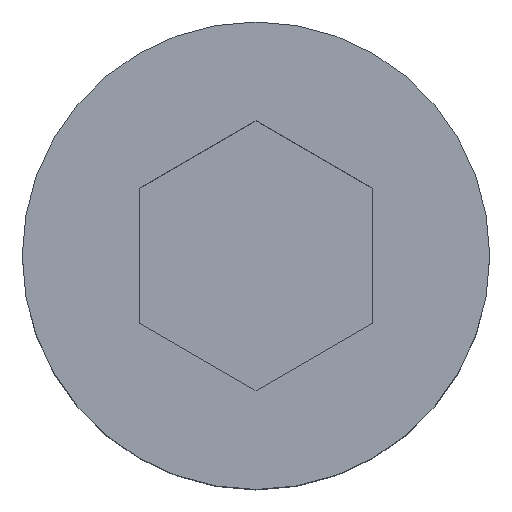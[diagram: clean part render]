
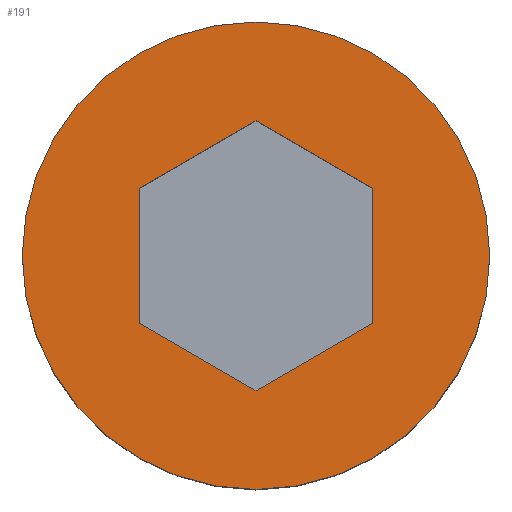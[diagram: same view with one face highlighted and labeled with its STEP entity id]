
A CAD part, top view. The second image highlights one B-rep face of the part: STEP entity #191.
In plain terms, the highlighted planar face has unit normal (0, 0, 1).
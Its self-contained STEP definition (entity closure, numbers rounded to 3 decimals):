
#16=FACE_BOUND('',#77,.T.);
#19=LINE('',#304,#39);
#20=LINE('',#306,#40);
#21=LINE('',#308,#41);
#22=LINE('',#310,#42);
#23=LINE('',#312,#43);
#24=LINE('',#313,#44);
#39=VECTOR('',#254,1000.);
#40=VECTOR('',#255,1000.);
#41=VECTOR('',#256,1000.);
#42=VECTOR('',#257,1000.);
#43=VECTOR('',#258,1000.);
#44=VECTOR('',#259,1000.);
#63=FACE_OUTER_BOUND('',#76,.T.);
#76=EDGE_LOOP('',(#140));
#77=EDGE_LOOP('',(#141,#142,#143,#144,#145,#146));
#87=CIRCLE('',#221,4.);
#91=VERTEX_POINT('',#295);
#93=VERTEX_POINT('',#302);
#94=VERTEX_POINT('',#303);
#95=VERTEX_POINT('',#305);
#96=VERTEX_POINT('',#307);
#97=VERTEX_POINT('',#309);
#98=VERTEX_POINT('',#311);
#108=EDGE_CURVE('',#91,#91,#87,.T.);
#111=EDGE_CURVE('',#93,#94,#19,.T.);
#112=EDGE_CURVE('',#95,#93,#20,.T.);
#113=EDGE_CURVE('',#96,#95,#21,.T.);
#114=EDGE_CURVE('',#97,#96,#22,.T.);
#115=EDGE_CURVE('',#98,#97,#23,.T.);
#116=EDGE_CURVE('',#94,#98,#24,.T.);
#140=ORIENTED_EDGE('',*,*,#108,.T.);
#141=ORIENTED_EDGE('',*,*,#111,.F.);
#142=ORIENTED_EDGE('',*,*,#112,.F.);
#143=ORIENTED_EDGE('',*,*,#113,.F.);
#144=ORIENTED_EDGE('',*,*,#114,.F.);
#145=ORIENTED_EDGE('',*,*,#115,.F.);
#146=ORIENTED_EDGE('',*,*,#116,.F.);
#179=PLANE('',#224);
#191=ADVANCED_FACE('',(#63,#16),#179,.T.);
#221=AXIS2_PLACEMENT_3D('',#296,#245,#246);
#224=AXIS2_PLACEMENT_3D('',#301,#252,#253);
#245=DIRECTION('center_axis',(0.,0.,1.));
#246=DIRECTION('ref_axis',(1.,0.,0.));
#252=DIRECTION('center_axis',(0.,0.,1.));
#253=DIRECTION('ref_axis',(1.,0.,0.));
#254=DIRECTION('',(0.,-1.,0.));
#255=DIRECTION('',(-0.866,-0.5,0.));
#256=DIRECTION('',(-0.866,0.5,0.));
#257=DIRECTION('',(0.,1.,0.));
#258=DIRECTION('',(0.866,0.5,0.));
#259=DIRECTION('',(0.866,-0.5,0.));
#295=CARTESIAN_POINT('',(-4.,0.,0.));
#296=CARTESIAN_POINT('Origin',(0.,0.,0.));
#301=CARTESIAN_POINT('Origin',(0.,0.,0.));
#302=CARTESIAN_POINT('',(-2.,1.155,0.));
#303=CARTESIAN_POINT('',(-2.,-1.155,0.));
#304=CARTESIAN_POINT('',(-2.,-1.155,0.));
#305=CARTESIAN_POINT('',(0.,2.309,0.));
#306=CARTESIAN_POINT('',(-2.,1.155,0.));
#307=CARTESIAN_POINT('',(2.,1.155,0.));
#308=CARTESIAN_POINT('',(0.,2.309,0.));
#309=CARTESIAN_POINT('',(2.,-1.155,0.));
#310=CARTESIAN_POINT('',(2.,1.155,0.));
#311=CARTESIAN_POINT('',(0.,-2.309,0.));
#312=CARTESIAN_POINT('',(2.,-1.155,0.));
#313=CARTESIAN_POINT('',(0.,-2.309,0.));
